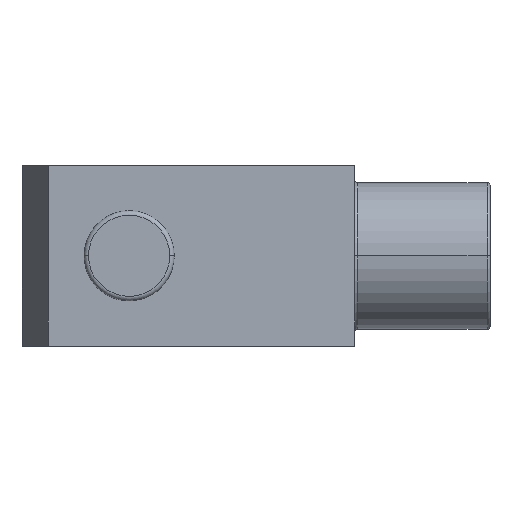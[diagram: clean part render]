
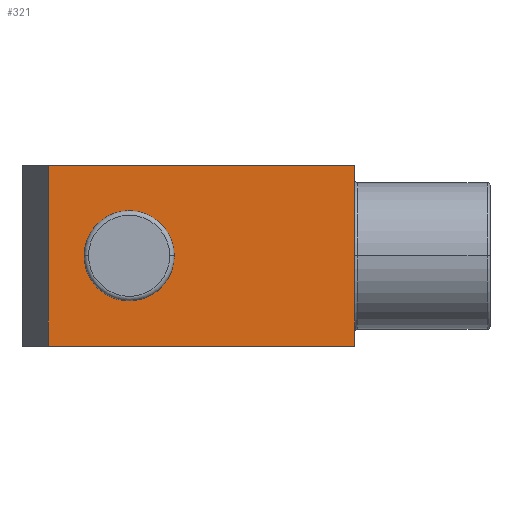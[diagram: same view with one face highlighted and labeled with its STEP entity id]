
A CAD part, top view. The second image highlights one B-rep face of the part: STEP entity #321.
In plain terms, the highlighted planar face has unit normal (0, 0, 1).
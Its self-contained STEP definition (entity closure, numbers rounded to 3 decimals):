
#245=CARTESIAN_POINT('',(-14.381,-16.,16.));
#246=VERTEX_POINT('',#245);
#253=CARTESIAN_POINT('',(-14.381,16.,16.));
#254=VERTEX_POINT('',#253);
#255=CARTESIAN_POINT('',(-14.381,16.,16.));
#256=DIRECTION('',(0.,-1.,0.));
#257=VECTOR('',#256,32.);
#258=LINE('',#255,#257);
#259=EDGE_CURVE('',#254,#246,#258,.T.);
#271=CARTESIAN_POINT('',(-14.381,16.,16.));
#272=DIRECTION('',(0.,0.,-1.));
#273=DIRECTION('',(-1.,0.,0.));
#274=AXIS2_PLACEMENT_3D('',#271,#272,#273);
#275=PLANE('',#274);
#276=CARTESIAN_POINT('',(8.,0.,16.));
#277=VERTEX_POINT('',#276);
#278=CARTESIAN_POINT('',(-8.,0.,16.));
#279=VERTEX_POINT('',#278);
#280=CARTESIAN_POINT('',(0.,0.,16.));
#281=DIRECTION('',(0.,0.,1.));
#282=DIRECTION('',(-1.,0.,0.));
#283=AXIS2_PLACEMENT_3D('',#280,#281,#282);
#284=CIRCLE('',#283,8.);
#285=EDGE_CURVE('',#277,#279,#284,.T.);
#286=ORIENTED_EDGE('',*,*,#285,.F.);
#287=CARTESIAN_POINT('',(0.,0.,16.));
#288=DIRECTION('',(0.,0.,1.));
#289=DIRECTION('',(-1.,0.,0.));
#290=AXIS2_PLACEMENT_3D('',#287,#288,#289);
#291=CIRCLE('',#290,8.);
#292=EDGE_CURVE('',#279,#277,#291,.T.);
#293=ORIENTED_EDGE('',*,*,#292,.F.);
#294=EDGE_LOOP('',(#286,#293));
#295=FACE_BOUND('',#294,.T.);
#296=CARTESIAN_POINT('',(40.,-16.,16.));
#297=VERTEX_POINT('',#296);
#298=CARTESIAN_POINT('',(-14.381,-16.,16.));
#299=DIRECTION('',(1.,0.,-0.));
#300=VECTOR('',#299,54.381);
#301=LINE('',#298,#300);
#302=EDGE_CURVE('',#246,#297,#301,.T.);
#303=ORIENTED_EDGE('',*,*,#302,.T.);
#304=CARTESIAN_POINT('',(40.,16.,16.));
#305=VERTEX_POINT('',#304);
#306=CARTESIAN_POINT('',(40.,16.,16.));
#307=DIRECTION('',(0.,-1.,0.));
#308=VECTOR('',#307,32.);
#309=LINE('',#306,#308);
#310=EDGE_CURVE('',#305,#297,#309,.T.);
#311=ORIENTED_EDGE('',*,*,#310,.F.);
#312=CARTESIAN_POINT('',(-14.381,16.,16.));
#313=DIRECTION('',(1.,0.,-0.));
#314=VECTOR('',#313,54.381);
#315=LINE('',#312,#314);
#316=EDGE_CURVE('',#254,#305,#315,.T.);
#317=ORIENTED_EDGE('',*,*,#316,.F.);
#318=ORIENTED_EDGE('',*,*,#259,.T.);
#319=EDGE_LOOP('',(#303,#311,#317,#318));
#320=FACE_BOUND('',#319,.T.);
#321=ADVANCED_FACE('',(#295,#320),#275,.F.);
